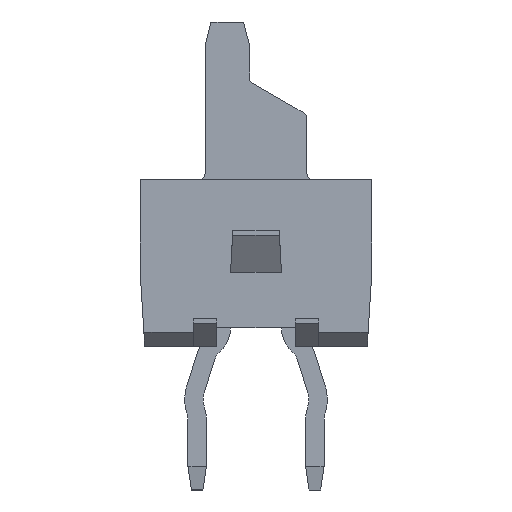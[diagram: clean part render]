
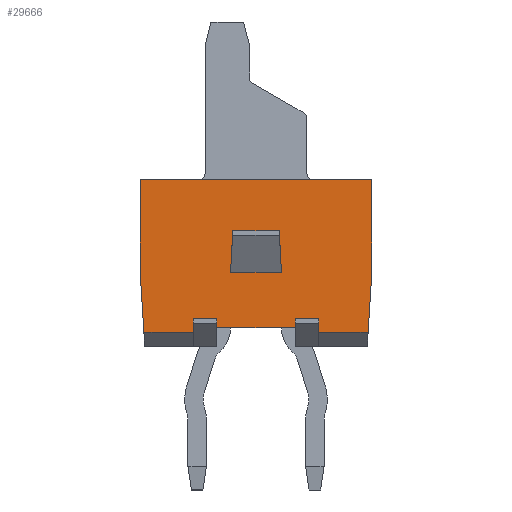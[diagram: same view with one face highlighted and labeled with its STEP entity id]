
A CAD part, front view. The second image highlights one B-rep face of the part: STEP entity #29666.
In plain terms, the highlighted face is planar.
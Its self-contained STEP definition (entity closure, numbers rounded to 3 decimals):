
#2412=ORIENTED_EDGE('',*,*,#7915,.T.);
#2413=ORIENTED_EDGE('',*,*,#7909,.T.);
#2414=ORIENTED_EDGE('',*,*,#7815,.F.);
#2415=ORIENTED_EDGE('',*,*,#8078,.T.);
#2416=ORIENTED_EDGE('',*,*,#7811,.F.);
#2417=ORIENTED_EDGE('',*,*,#7896,.F.);
#2418=ORIENTED_EDGE('',*,*,#7898,.T.);
#2419=ORIENTED_EDGE('',*,*,#8108,.T.);
#2420=ORIENTED_EDGE('',*,*,#7888,.F.);
#2421=ORIENTED_EDGE('',*,*,#8140,.F.);
#2422=ORIENTED_EDGE('',*,*,#8143,.F.);
#2423=ORIENTED_EDGE('',*,*,#8124,.T.);
#2424=ORIENTED_EDGE('',*,*,#8111,.T.);
#2425=ORIENTED_EDGE('',*,*,#8123,.T.);
#2426=ORIENTED_EDGE('',*,*,#7933,.T.);
#2427=ORIENTED_EDGE('',*,*,#7935,.T.);
#2428=ORIENTED_EDGE('',*,*,#7932,.F.);
#2429=ORIENTED_EDGE('',*,*,#7881,.F.);
#7811=EDGE_CURVE('',#10804,#10805,#12757,.T.);
#7815=EDGE_CURVE('',#10807,#10808,#12761,.T.);
#7881=EDGE_CURVE('',#10821,#10822,#12827,.T.);
#7888=EDGE_CURVE('',#10827,#10828,#12834,.T.);
#7896=EDGE_CURVE('',#10831,#10804,#12842,.T.);
#7898=EDGE_CURVE('',#10831,#10832,#12844,.T.);
#7909=EDGE_CURVE('',#10839,#10808,#12855,.T.);
#7915=EDGE_CURVE('',#10842,#10839,#12861,.T.);
#7932=EDGE_CURVE('',#10822,#10851,#12878,.T.);
#7933=EDGE_CURVE('',#10821,#10852,#12879,.T.);
#7935=EDGE_CURVE('',#10852,#10851,#12881,.T.);
#8078=EDGE_CURVE('',#10807,#10805,#13024,.T.);
#8108=EDGE_CURVE('',#10832,#10828,#13054,.T.);
#8111=EDGE_CURVE('',#10968,#10967,#13057,.T.);
#8123=EDGE_CURVE('',#10967,#10842,#13067,.T.);
#8124=EDGE_CURVE('',#10972,#10968,#13068,.T.);
#8140=EDGE_CURVE('',#10984,#10827,#13078,.T.);
#8143=EDGE_CURVE('',#10972,#10984,#13081,.T.);
#10804=VERTEX_POINT('',#40228);
#10805=VERTEX_POINT('',#40230);
#10807=VERTEX_POINT('',#40236);
#10808=VERTEX_POINT('',#40238);
#10821=VERTEX_POINT('',#40345);
#10822=VERTEX_POINT('',#40347);
#10827=VERTEX_POINT('',#40359);
#10828=VERTEX_POINT('',#40361);
#10831=VERTEX_POINT('',#40374);
#10832=VERTEX_POINT('',#40378);
#10839=VERTEX_POINT('',#40402);
#10842=VERTEX_POINT('',#40414);
#10851=VERTEX_POINT('',#40446);
#10852=VERTEX_POINT('',#40450);
#10967=VERTEX_POINT('',#40750);
#10968=VERTEX_POINT('',#40752);
#10972=VERTEX_POINT('',#40779);
#10984=VERTEX_POINT('',#40812);
#12757=LINE('',#40229,#15069);
#12761=LINE('',#40237,#15073);
#12827=LINE('',#40346,#15139);
#12834=LINE('',#40360,#15146);
#12842=LINE('',#40375,#15154);
#12844=LINE('',#40379,#15156);
#12855=LINE('',#40401,#15167);
#12861=LINE('',#40413,#15173);
#12878=LINE('',#40447,#15190);
#12879=LINE('',#40449,#15191);
#12881=LINE('',#40453,#15193);
#13024=LINE('',#40714,#15336);
#13054=LINE('',#40745,#15366);
#13057=LINE('',#40751,#15369);
#13067=LINE('',#40774,#15379);
#13068=LINE('',#40778,#15380);
#13078=LINE('',#40811,#15390);
#13081=LINE('',#40817,#15393);
#15069=VECTOR('',#33691,1000.);
#15073=VECTOR('',#33697,1000.);
#15139=VECTOR('',#33821,1000.);
#15146=VECTOR('',#33830,1000.);
#15154=VECTOR('',#33844,1000.);
#15156=VECTOR('',#33848,1000.);
#15167=VECTOR('',#33869,1000.);
#15173=VECTOR('',#33881,1000.);
#15190=VECTOR('',#33912,1000.);
#15191=VECTOR('',#33915,1000.);
#15193=VECTOR('',#33919,1000.);
#15336=VECTOR('',#34070,1000.);
#15366=VECTOR('',#34102,1000.);
#15369=VECTOR('',#34109,1000.);
#15379=VECTOR('',#34137,1000.);
#15380=VECTOR('',#34144,1000.);
#15390=VECTOR('',#34176,1000.);
#15393=VECTOR('',#34181,1000.);
#17286=EDGE_LOOP('',(#2412,#2413,#2414,#2415,#2416,#2417,#2418,#2419,#2420,
#2421,#2422,#2423,#2424,#2425));
#17287=EDGE_LOOP('',(#2426,#2427,#2428,#2429));
#18656=FACE_BOUND('',#17286,.T.);
#18657=FACE_BOUND('',#17287,.T.);
#19917=PLANE('',#31103);
#29666=ADVANCED_FACE('',(#18656,#18657),#19917,.F.);
#31103=AXIS2_PLACEMENT_3D('',#40816,#34179,#34180);
#33691=DIRECTION('',(0.,0.,-1.));
#33697=DIRECTION('',(0.,0.,1.));
#33821=DIRECTION('',(0.,1.,0.));
#33830=DIRECTION('',(0.,0.062,-0.998));
#33844=DIRECTION('',(0.,1.,0.));
#33848=DIRECTION('',(0.,0.,-1.));
#33869=DIRECTION('',(0.,-1.,0.));
#33881=DIRECTION('',(0.,0.,1.));
#33912=DIRECTION('',(0.,0.055,-0.998));
#33915=DIRECTION('',(0.,-0.055,-0.998));
#33919=DIRECTION('',(0.,1.,0.));
#34070=DIRECTION('',(0.,-1.,0.));
#34102=DIRECTION('',(0.,-1.,0.));
#34109=DIRECTION('',(0.,-0.062,-0.998));
#34137=DIRECTION('',(0.,-1.,0.));
#34144=DIRECTION('',(0.,0.,-1.));
#34176=DIRECTION('',(0.,0.,-1.));
#34179=DIRECTION('',(1.,0.,0.));
#34180=DIRECTION('',(0.,0.,-1.));
#34181=DIRECTION('',(0.,-1.,0.));
#40228=CARTESIAN_POINT('',(-17.525,-0.85,0.6));
#40229=CARTESIAN_POINT('',(-17.525,-0.85,0.6));
#40230=CARTESIAN_POINT('',(-17.525,-0.85,0.4));
#40236=CARTESIAN_POINT('',(-17.525,0.85,0.4));
#40237=CARTESIAN_POINT('',(-17.525,0.85,0.3));
#40238=CARTESIAN_POINT('',(-17.525,0.85,0.6));
#40345=CARTESIAN_POINT('',(-17.525,-0.5,2.5));
#40346=CARTESIAN_POINT('',(-17.525,-0.55,2.5));
#40347=CARTESIAN_POINT('',(-17.525,0.5,2.5));
#40359=CARTESIAN_POINT('',(-17.525,-2.5,1.6));
#40360=CARTESIAN_POINT('',(-17.525,-2.605,3.281));
#40361=CARTESIAN_POINT('',(-17.525,-2.419,0.3));
#40374=CARTESIAN_POINT('',(-17.525,-1.35,0.6));
#40375=CARTESIAN_POINT('',(-17.525,-1.35,0.6));
#40378=CARTESIAN_POINT('',(-17.525,-1.35,0.3));
#40379=CARTESIAN_POINT('',(-17.525,-1.35,0.6));
#40401=CARTESIAN_POINT('',(-17.525,1.35,0.6));
#40402=CARTESIAN_POINT('',(-17.525,1.35,0.6));
#40413=CARTESIAN_POINT('',(-17.525,1.35,0.3));
#40414=CARTESIAN_POINT('',(-17.525,1.35,0.3));
#40446=CARTESIAN_POINT('',(-17.525,0.55,1.6));
#40447=CARTESIAN_POINT('',(-17.525,0.5,2.5));
#40449=CARTESIAN_POINT('',(-17.525,-0.5,2.5));
#40450=CARTESIAN_POINT('',(-17.525,-0.55,1.6));
#40453=CARTESIAN_POINT('',(-17.525,-0.55,1.6));
#40714=CARTESIAN_POINT('',(-17.525,2.5,0.4));
#40745=CARTESIAN_POINT('',(-17.525,2.5,0.3));
#40750=CARTESIAN_POINT('',(-17.525,2.419,0.3));
#40751=CARTESIAN_POINT('',(-17.525,2.625,3.592));
#40752=CARTESIAN_POINT('',(-17.525,2.5,1.6));
#40774=CARTESIAN_POINT('',(-17.525,2.5,0.3));
#40778=CARTESIAN_POINT('',(-17.525,2.5,3.6));
#40779=CARTESIAN_POINT('',(-17.525,2.5,3.6));
#40811=CARTESIAN_POINT('',(-17.525,-2.5,3.6));
#40812=CARTESIAN_POINT('',(-17.525,-2.5,3.6));
#40816=CARTESIAN_POINT('',(-17.525,2.5,3.6));
#40817=CARTESIAN_POINT('',(-17.525,2.5,3.6));
